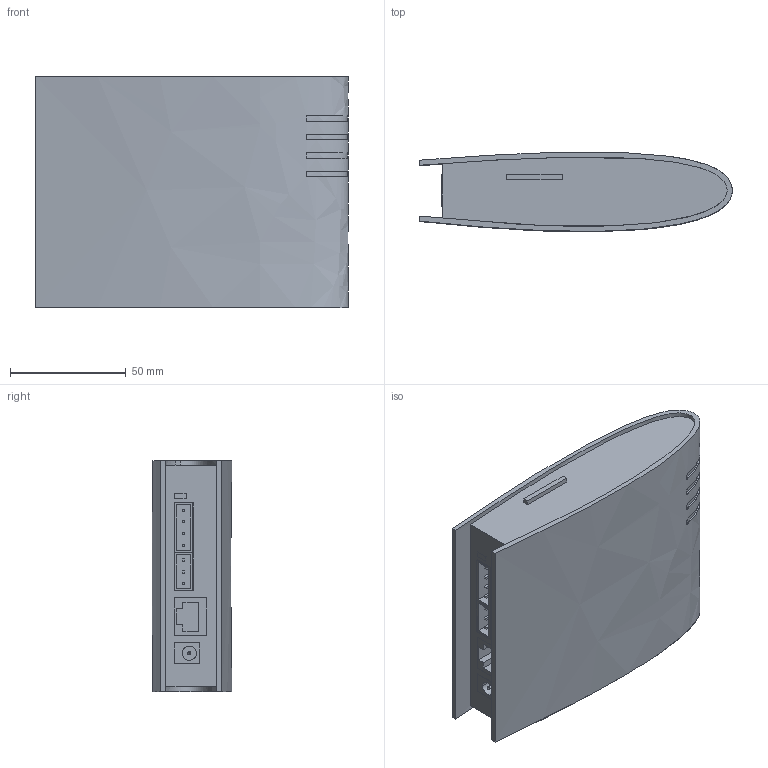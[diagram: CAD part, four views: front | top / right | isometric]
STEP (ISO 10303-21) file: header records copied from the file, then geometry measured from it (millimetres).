
FILE_DESCRIPTION(/* description */ (''),/* implementation_level */ '2;1');
FILE_NAME(/* name */ 'CMI',/* time_stamp */ '2022-02-22T09:37:37+01:00',/* author */ (''),/* organization */ (''),/* preprocessor_version */ 'ST-DEVELOPER v16.5',/* originating_system */ 'Rhino 7.15',/* authorisation */ '');
FILE_SCHEMA (('AUTOMOTIVE_DESIGN'));
Length unit declared in the file: millimetre
Products named in the file (1): Document
Bounding box: 135.26 x 34.35 x 100.07 mm (x, y, z)
Volume: 130 mm3; surface area: 45433 mm2
Topology: 4 solids, 38 shells, 140 faces, 445 edges, 324 vertices
Faces by surface type: plane 126, bspline 8, cylinder 6
Entity records: 6033 total; most frequent: CARTESIAN_POINT 2881, ORIENTED_EDGE 660, EDGE_CURVE 444, B_SPLINE_CURVE_WITH_KNOTS 424, VERTEX_POINT 323, EDGE_LOOP 151, ADVANCED_FACE 140, FACE_OUTER_BOUND 140
